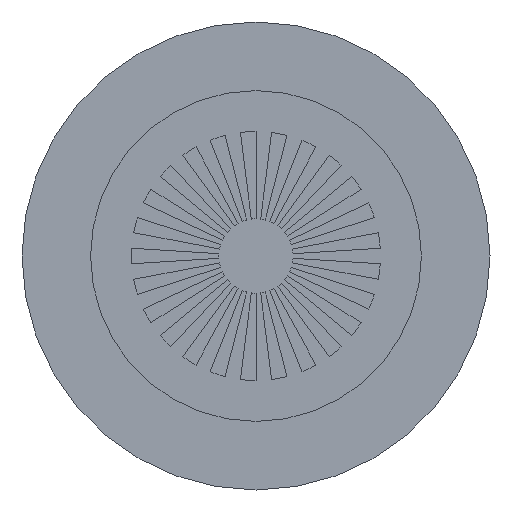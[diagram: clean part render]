
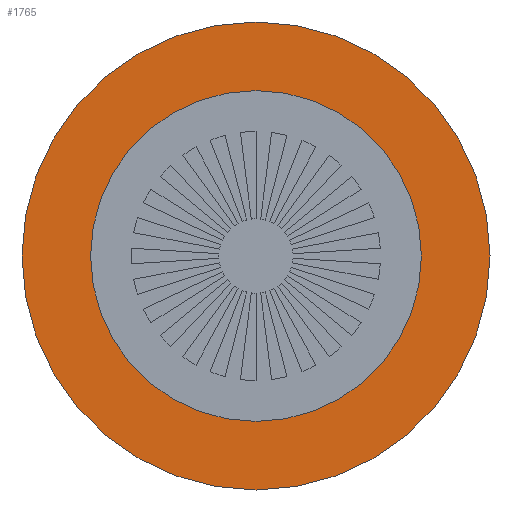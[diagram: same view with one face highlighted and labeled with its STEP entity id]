
A CAD part, front view. The second image highlights one B-rep face of the part: STEP entity #1765.
In plain terms, the highlighted planar face has unit normal (0, -1, 0).
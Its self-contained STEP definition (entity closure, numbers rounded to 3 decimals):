
#5 = CARTESIAN_POINT ( 'NONE',  ( 0., 0., 0. ) ) ;
#37 = EDGE_CURVE ( 'NONE', #2676, #1034, #1855, .T. ) ;
#212 = DIRECTION ( 'NONE',  ( 0., 0., 1. ) ) ;
#320 = DIRECTION ( 'NONE',  ( 0., 0., 1. ) ) ;
#516 = ORIENTED_EDGE ( 'NONE', *, *, #3812, .F. ) ;
#535 = AXIS2_PLACEMENT_3D ( 'NONE', #3538, #1803, #3817 ) ;
#574 = EDGE_LOOP ( 'NONE', ( #3622, #3448 ) ) ;
#592 = EDGE_CURVE ( 'NONE', #3687, #2280, #1209, .T. ) ;
#644 = CARTESIAN_POINT ( 'NONE',  ( 0., 0., 31.807 ) ) ;
#747 = AXIS2_PLACEMENT_3D ( 'NONE', #5, #2252, #320 ) ;
#787 = CIRCLE ( 'NONE', #747, 31.807 ) ;
#806 = EDGE_LOOP ( 'NONE', ( #3296, #516 ) ) ;
#1034 = VERTEX_POINT ( 'NONE', #1876 ) ;
#1209 = CIRCLE ( 'NONE', #3048, 31.807 ) ;
#1464 = CARTESIAN_POINT ( 'NONE',  ( 0., 0., 0. ) ) ;
#1543 = DIRECTION ( 'NONE',  ( 0., -1., 0. ) ) ;
#1553 = FACE_OUTER_BOUND ( 'NONE', #806, .T. ) ;
#1650 = FACE_BOUND ( 'NONE', #574, .T. ) ;
#1765 = ADVANCED_FACE ( 'NONE', ( #1553, #1650 ), #3282, .F. ) ;
#1803 = DIRECTION ( 'NONE',  ( 0., 1., 0. ) ) ;
#1855 = CIRCLE ( 'NONE', #3434, 45. ) ;
#1876 = CARTESIAN_POINT ( 'NONE',  ( 0., 0., 45. ) ) ;
#2151 = DIRECTION ( 'NONE',  ( 0., 1., 0. ) ) ;
#2221 = AXIS2_PLACEMENT_3D ( 'NONE', #3856, #2151, #212 ) ;
#2252 = DIRECTION ( 'NONE',  ( 0., -1., 0. ) ) ;
#2280 = VERTEX_POINT ( 'NONE', #3547 ) ;
#2292 = CIRCLE ( 'NONE', #535, 45. ) ;
#2489 = CARTESIAN_POINT ( 'NONE',  ( 0., 0., -45. ) ) ;
#2676 = VERTEX_POINT ( 'NONE', #2489 ) ;
#2843 = DIRECTION ( 'NONE',  ( 0., 1., 0. ) ) ;
#3048 = AXIS2_PLACEMENT_3D ( 'NONE', #3312, #1543, #3594 ) ;
#3282 = PLANE ( 'NONE',  #2221 ) ;
#3296 = ORIENTED_EDGE ( 'NONE', *, *, #37, .F. ) ;
#3312 = CARTESIAN_POINT ( 'NONE',  ( 0., 0., 0. ) ) ;
#3399 = DIRECTION ( 'NONE',  ( 0., 0., 1. ) ) ;
#3434 = AXIS2_PLACEMENT_3D ( 'NONE', #1464, #2843, #3399 ) ;
#3448 = ORIENTED_EDGE ( 'NONE', *, *, #3670, .F. ) ;
#3538 = CARTESIAN_POINT ( 'NONE',  ( 0., 0., 0. ) ) ;
#3547 = CARTESIAN_POINT ( 'NONE',  ( 0., 0., -31.807 ) ) ;
#3594 = DIRECTION ( 'NONE',  ( 0., 0., 1. ) ) ;
#3622 = ORIENTED_EDGE ( 'NONE', *, *, #592, .F. ) ;
#3670 = EDGE_CURVE ( 'NONE', #2280, #3687, #787, .T. ) ;
#3687 = VERTEX_POINT ( 'NONE', #644 ) ;
#3812 = EDGE_CURVE ( 'NONE', #1034, #2676, #2292, .T. ) ;
#3817 = DIRECTION ( 'NONE',  ( 0., 0., 1. ) ) ;
#3856 = CARTESIAN_POINT ( 'NONE',  ( 0., 0., 0. ) ) ;
